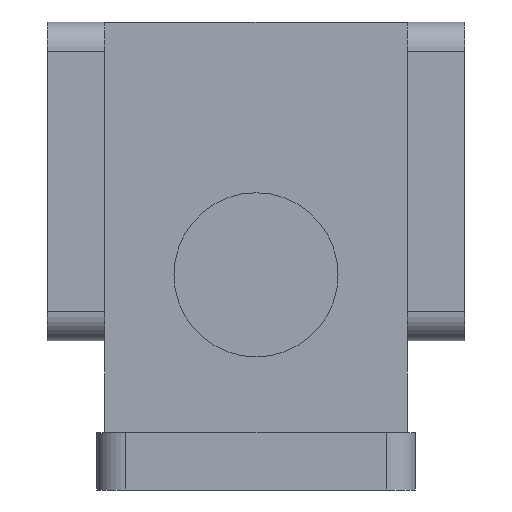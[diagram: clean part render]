
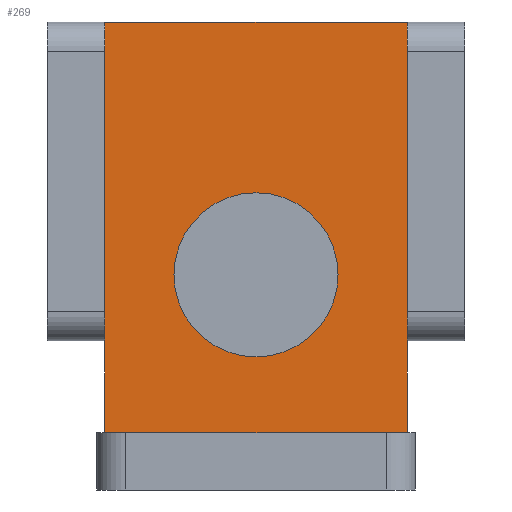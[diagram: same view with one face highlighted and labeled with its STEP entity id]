
A CAD part, front view. The second image highlights one B-rep face of the part: STEP entity #269.
In plain terms, the highlighted planar face has unit normal (0, -1, 0).
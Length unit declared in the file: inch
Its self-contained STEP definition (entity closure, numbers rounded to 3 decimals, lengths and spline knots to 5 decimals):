
#39 = EDGE_CURVE ( 'NONE', #2760, #6366, #2632, .T. ) ;
#87 = LINE ( 'NONE', #1506, #5148 ) ;
#132 = CARTESIAN_POINT ( 'NONE',  ( 0.41535, -0.2, 1.359 ) ) ;
#269 = ADVANCED_FACE ( 'NONE', ( #1806, #4945 ), #7344, .F. ) ;
#325 = ORIENTED_EDGE ( 'NONE', *, *, #659, .F. ) ;
#565 = CARTESIAN_POINT ( 'NONE',  ( 0., -0.2, -0.03125 ) ) ;
#631 = CARTESIAN_POINT ( 'NONE',  ( -0.41535, -0.2, 1.359 ) ) ;
#659 = EDGE_CURVE ( 'NONE', #3558, #5121, #3656, .T. ) ;
#820 = CARTESIAN_POINT ( 'NONE',  ( 0., -0.2, -0.48146 ) ) ;
#834 = VERTEX_POINT ( 'NONE', #923 ) ;
#923 = CARTESIAN_POINT ( 'NONE',  ( -0.41535, -0.2, -0.43701 ) ) ;
#1506 = CARTESIAN_POINT ( 'NONE',  ( -0.41535, -0.2, -0.68898 ) ) ;
#1586 = DIRECTION ( 'NONE',  ( 0., 0., 1. ) ) ;
#1745 = EDGE_LOOP ( 'NONE', ( #6638, #325 ) ) ;
#1746 = DIRECTION ( 'NONE',  ( 0., -1., 0. ) ) ;
#1806 = FACE_BOUND ( 'NONE', #1745, .T. ) ;
#1970 = CIRCLE ( 'NONE', #5543, 0.2251 ) ;
#2094 = ORIENTED_EDGE ( 'NONE', *, *, #3008, .T. ) ;
#2229 = VECTOR ( 'NONE', #7188, 39.37008 ) ;
#2248 = CARTESIAN_POINT ( 'NONE',  ( 0.41535, -0.2, 0.43701 ) ) ;
#2431 = VECTOR ( 'NONE', #6111, 39.37008 ) ;
#2434 = EDGE_CURVE ( 'NONE', #6584, #834, #7843, .T. ) ;
#2492 = CARTESIAN_POINT ( 'NONE',  ( -0.41535, -0.2, 1.359 ) ) ;
#2529 = AXIS2_PLACEMENT_3D ( 'NONE', #4774, #1746, #4172 ) ;
#2632 = LINE ( 'NONE', #6504, #2229 ) ;
#2703 = DIRECTION ( 'NONE',  ( 1., 0., 0. ) ) ;
#2760 = VERTEX_POINT ( 'NONE', #2248 ) ;
#2965 = DIRECTION ( 'NONE',  ( 0., 0., -1. ) ) ;
#3008 = EDGE_CURVE ( 'NONE', #2760, #6584, #7400, .T. ) ;
#3494 = VERTEX_POINT ( 'NONE', #4276 ) ;
#3558 = VERTEX_POINT ( 'NONE', #820 ) ;
#3620 = EDGE_CURVE ( 'NONE', #834, #3494, #7564, .T. ) ;
#3656 = CIRCLE ( 'NONE', #2529, 0.2251 ) ;
#3799 = CARTESIAN_POINT ( 'NONE',  ( 0.41535, -0.2, -0.68898 ) ) ;
#3804 = ORIENTED_EDGE ( 'NONE', *, *, #7749, .T. ) ;
#3931 = EDGE_LOOP ( 'NONE', ( #7418, #2094, #7597, #5291, #3804, #6839 ) ) ;
#3981 = CARTESIAN_POINT ( 'NONE',  ( 0., -0.2, -0.25635 ) ) ;
#4007 = VECTOR ( 'NONE', #6804, 39.37008 ) ;
#4172 = DIRECTION ( 'NONE',  ( 0., 0., 1. ) ) ;
#4276 = CARTESIAN_POINT ( 'NONE',  ( -0.41535, -0.2, -0.68898 ) ) ;
#4283 = DIRECTION ( 'NONE',  ( 0., 0., -1. ) ) ;
#4366 = CARTESIAN_POINT ( 'NONE',  ( -0.41535, -0.2, 0.43701 ) ) ;
#4718 = CARTESIAN_POINT ( 'NONE',  ( -0.41535, -0.2, 0.43701 ) ) ;
#4774 = CARTESIAN_POINT ( 'NONE',  ( 0., -0.2, -0.25635 ) ) ;
#4945 = FACE_OUTER_BOUND ( 'NONE', #3931, .T. ) ;
#5121 = VERTEX_POINT ( 'NONE', #565 ) ;
#5148 = VECTOR ( 'NONE', #2703, 39.37008 ) ;
#5203 = VERTEX_POINT ( 'NONE', #3799 ) ;
#5290 = EDGE_CURVE ( 'NONE', #6366, #5203, #6198, .T. ) ;
#5291 = ORIENTED_EDGE ( 'NONE', *, *, #3620, .T. ) ;
#5368 = CARTESIAN_POINT ( 'NONE',  ( -0.41535, -0.2, 1.359 ) ) ;
#5466 = DIRECTION ( 'NONE',  ( 0., 1., 0. ) ) ;
#5543 = AXIS2_PLACEMENT_3D ( 'NONE', #3981, #7657, #1586 ) ;
#6072 = AXIS2_PLACEMENT_3D ( 'NONE', #631, #5466, #7905 ) ;
#6111 = DIRECTION ( 'NONE',  ( 0., 0., -1. ) ) ;
#6194 = VECTOR ( 'NONE', #2965, 39.37008 ) ;
#6198 = LINE ( 'NONE', #132, #6603 ) ;
#6366 = VERTEX_POINT ( 'NONE', #7550 ) ;
#6504 = CARTESIAN_POINT ( 'NONE',  ( 0.41535, -0.2, 1.359 ) ) ;
#6584 = VERTEX_POINT ( 'NONE', #4718 ) ;
#6603 = VECTOR ( 'NONE', #4283, 39.37008 ) ;
#6638 = ORIENTED_EDGE ( 'NONE', *, *, #7909, .F. ) ;
#6804 = DIRECTION ( 'NONE',  ( -1., 0., 0. ) ) ;
#6839 = ORIENTED_EDGE ( 'NONE', *, *, #5290, .F. ) ;
#7188 = DIRECTION ( 'NONE',  ( 0., 0., -1. ) ) ;
#7344 = PLANE ( 'NONE',  #6072 ) ;
#7400 = LINE ( 'NONE', #4366, #4007 ) ;
#7418 = ORIENTED_EDGE ( 'NONE', *, *, #39, .F. ) ;
#7550 = CARTESIAN_POINT ( 'NONE',  ( 0.41535, -0.2, -0.43701 ) ) ;
#7564 = LINE ( 'NONE', #2492, #2431 ) ;
#7597 = ORIENTED_EDGE ( 'NONE', *, *, #2434, .T. ) ;
#7657 = DIRECTION ( 'NONE',  ( 0., -1., 0. ) ) ;
#7749 = EDGE_CURVE ( 'NONE', #3494, #5203, #87, .T. ) ;
#7843 = LINE ( 'NONE', #5368, #6194 ) ;
#7905 = DIRECTION ( 'NONE',  ( 0., 0., 1. ) ) ;
#7909 = EDGE_CURVE ( 'NONE', #5121, #3558, #1970, .T. ) ;
